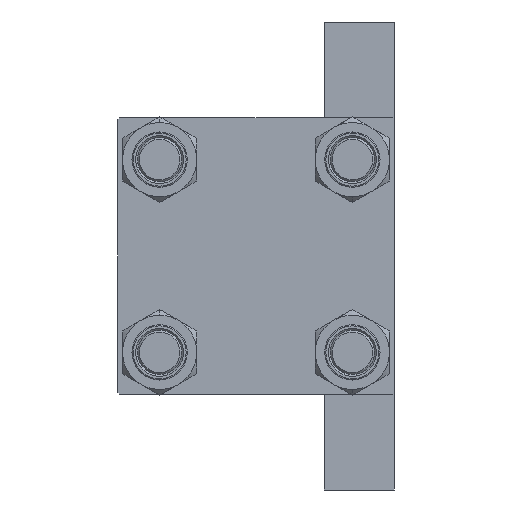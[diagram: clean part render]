
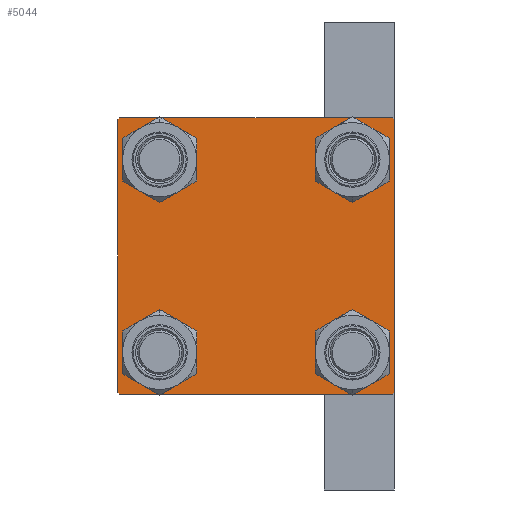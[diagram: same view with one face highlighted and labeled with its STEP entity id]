
A CAD part, left-side view. The second image highlights one B-rep face of the part: STEP entity #5044.
In plain terms, the highlighted planar face has unit normal (-1, 0, 0).
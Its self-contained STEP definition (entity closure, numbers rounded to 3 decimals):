
#343 = CIRCLE ( 'NONE', #24981, 6.5 ) ;
#1076 = CARTESIAN_POINT ( 'NONE',  ( 0., -26.15, 26.15 ) ) ;
#1238 = DIRECTION ( 'NONE',  ( 1., 0., 0. ) ) ;
#1457 = FACE_BOUND ( 'NONE', #3557, .T. ) ;
#1487 = CARTESIAN_POINT ( 'NONE',  ( 0., -26.15, 26.15 ) ) ;
#1764 = LINE ( 'NONE', #32352, #17849 ) ;
#1863 = EDGE_CURVE ( 'NONE', #47808, #10619, #5499, .T. ) ;
#2124 = VERTEX_POINT ( 'NONE', #3729 ) ;
#2220 = DIRECTION ( 'NONE',  ( 0., 0., 1. ) ) ;
#2424 = FACE_BOUND ( 'NONE', #31634, .T. ) ;
#2669 = CARTESIAN_POINT ( 'NONE',  ( 0., 37.5, 37.5 ) ) ;
#3044 = ORIENTED_EDGE ( 'NONE', *, *, #19265, .T. ) ;
#3557 = EDGE_LOOP ( 'NONE', ( #5815, #48824 ) ) ;
#3729 = CARTESIAN_POINT ( 'NONE',  ( 0., 37., -37.5 ) ) ;
#5044 = ADVANCED_FACE ( 'NONE', ( #43489, #1457, #36503, #2424, #13853 ), #13612, .T. ) ;
#5109 = AXIS2_PLACEMENT_3D ( 'NONE', #31965, #43431, #47148 ) ;
#5230 = ORIENTED_EDGE ( 'NONE', *, *, #23326, .T. ) ;
#5499 = LINE ( 'NONE', #39301, #48069 ) ;
#5815 = ORIENTED_EDGE ( 'NONE', *, *, #27461, .T. ) ;
#6839 = ORIENTED_EDGE ( 'NONE', *, *, #37220, .T. ) ;
#7370 = CARTESIAN_POINT ( 'NONE',  ( 0., -37.5, 37. ) ) ;
#7635 = CARTESIAN_POINT ( 'NONE',  ( 0., 26.15, -19.65 ) ) ;
#8573 = CARTESIAN_POINT ( 'NONE',  ( 0., 37.5, 37.5 ) ) ;
#8627 = VERTEX_POINT ( 'NONE', #31592 ) ;
#8846 = DIRECTION ( 'NONE',  ( 0., 0., -1. ) ) ;
#9481 = EDGE_LOOP ( 'NONE', ( #15517, #3044, #10793, #40222, #41981, #22446, #37516, #17956 ) ) ;
#9852 = AXIS2_PLACEMENT_3D ( 'NONE', #1487, #32314, #24600 ) ;
#10010 = VERTEX_POINT ( 'NONE', #7635 ) ;
#10181 = ORIENTED_EDGE ( 'NONE', *, *, #18980, .T. ) ;
#10382 = CARTESIAN_POINT ( 'NONE',  ( 0., 37.5, -37.5 ) ) ;
#10607 = LINE ( 'NONE', #2669, #18348 ) ;
#10619 = VERTEX_POINT ( 'NONE', #26119 ) ;
#10622 = CARTESIAN_POINT ( 'NONE',  ( 0., -26.15, -19.65 ) ) ;
#10635 = AXIS2_PLACEMENT_3D ( 'NONE', #33454, #48637, #44905 ) ;
#10793 = ORIENTED_EDGE ( 'NONE', *, *, #29055, .T. ) ;
#11169 = CARTESIAN_POINT ( 'NONE',  ( 0., 26.15, 32.65 ) ) ;
#11635 = VERTEX_POINT ( 'NONE', #30779 ) ;
#12444 = DIRECTION ( 'NONE',  ( 0., 0.707, -0.707 ) ) ;
#12524 = EDGE_LOOP ( 'NONE', ( #5230, #10181 ) ) ;
#13612 = PLANE ( 'NONE',  #41138 ) ;
#13853 = FACE_OUTER_BOUND ( 'NONE', #9481, .T. ) ;
#14336 = CARTESIAN_POINT ( 'NONE',  ( 0., 26.15, 19.65 ) ) ;
#15256 = VERTEX_POINT ( 'NONE', #7370 ) ;
#15297 = EDGE_CURVE ( 'NONE', #47808, #33008, #10607, .T. ) ;
#15517 = ORIENTED_EDGE ( 'NONE', *, *, #40228, .T. ) ;
#15603 = LINE ( 'NONE', #16085, #29744 ) ;
#15791 = DIRECTION ( 'NONE',  ( 0., 0., -1. ) ) ;
#15976 = VERTEX_POINT ( 'NONE', #14336 ) ;
#16085 = CARTESIAN_POINT ( 'NONE',  ( 0., 37.25, -37.25 ) ) ;
#16639 = CARTESIAN_POINT ( 'NONE',  ( 0., -37.25, 37.25 ) ) ;
#16859 = DIRECTION ( 'NONE',  ( -1., 0., 0. ) ) ;
#16931 = DIRECTION ( 'NONE',  ( 0., -0.707, 0.707 ) ) ;
#17532 = DIRECTION ( 'NONE',  ( 1., 0., 0. ) ) ;
#17682 = CARTESIAN_POINT ( 'NONE',  ( 0., -37., 37.5 ) ) ;
#17701 = CIRCLE ( 'NONE', #48679, 6.5 ) ;
#17833 = DIRECTION ( 'NONE',  ( 0., -1., 0. ) ) ;
#17849 = VECTOR ( 'NONE', #16931, 1000. ) ;
#17899 = CIRCLE ( 'NONE', #36968, 6.5 ) ;
#17956 = ORIENTED_EDGE ( 'NONE', *, *, #1863, .T. ) ;
#18348 = VECTOR ( 'NONE', #17833, 1000. ) ;
#18549 = VERTEX_POINT ( 'NONE', #10622 ) ;
#18980 = EDGE_CURVE ( 'NONE', #37963, #28744, #44805, .T. ) ;
#19265 = EDGE_CURVE ( 'NONE', #8627, #2124, #15603, .T. ) ;
#20148 = CIRCLE ( 'NONE', #10635, 6.5 ) ;
#20166 = CARTESIAN_POINT ( 'NONE',  ( 0., -26.15, 32.65 ) ) ;
#21560 = DIRECTION ( 'NONE',  ( 0., 0., 1. ) ) ;
#21829 = VECTOR ( 'NONE', #32308, 1000. ) ;
#21903 = CARTESIAN_POINT ( 'NONE',  ( 0., 26.15, -26.15 ) ) ;
#22052 = VERTEX_POINT ( 'NONE', #43945 ) ;
#22351 = EDGE_CURVE ( 'NONE', #41945, #15976, #343, .T. ) ;
#22446 = ORIENTED_EDGE ( 'NONE', *, *, #31842, .T. ) ;
#23108 = EDGE_CURVE ( 'NONE', #28729, #18549, #32115, .T. ) ;
#23326 = EDGE_CURVE ( 'NONE', #28744, #37963, #32886, .T. ) ;
#23675 = CARTESIAN_POINT ( 'NONE',  ( 0., 37., 37.5 ) ) ;
#23729 = CARTESIAN_POINT ( 'NONE',  ( 0., -26.15, 19.65 ) ) ;
#24600 = DIRECTION ( 'NONE',  ( 0., 0., 1. ) ) ;
#24739 = DIRECTION ( 'NONE',  ( 0., 0., 1. ) ) ;
#24832 = VECTOR ( 'NONE', #15791, 1000. ) ;
#24981 = AXIS2_PLACEMENT_3D ( 'NONE', #35937, #39170, #24739 ) ;
#25324 = DIRECTION ( 'NONE',  ( 0., -1., 0. ) ) ;
#25749 = AXIS2_PLACEMENT_3D ( 'NONE', #1076, #37911, #42624 ) ;
#26119 = CARTESIAN_POINT ( 'NONE',  ( 0., 37.5, 37. ) ) ;
#26546 = DIRECTION ( 'NONE',  ( 0., -0.707, -0.707 ) ) ;
#27461 = EDGE_CURVE ( 'NONE', #18549, #28729, #17701, .T. ) ;
#28575 = CARTESIAN_POINT ( 'NONE',  ( 0., 26.15, 26.15 ) ) ;
#28729 = VERTEX_POINT ( 'NONE', #33884 ) ;
#28744 = VERTEX_POINT ( 'NONE', #20166 ) ;
#28962 = DIRECTION ( 'NONE',  ( 0., 0., 1. ) ) ;
#29055 = EDGE_CURVE ( 'NONE', #2124, #22052, #35789, .T. ) ;
#29215 = CARTESIAN_POINT ( 'NONE',  ( 0., -26.15, -26.15 ) ) ;
#29225 = ORIENTED_EDGE ( 'NONE', *, *, #29401, .T. ) ;
#29401 = EDGE_CURVE ( 'NONE', #11635, #10010, #20148, .T. ) ;
#29603 = DIRECTION ( 'NONE',  ( 0., 0., 1. ) ) ;
#29744 = VECTOR ( 'NONE', #26546, 1000. ) ;
#30143 = EDGE_CURVE ( 'NONE', #15256, #37631, #46671, .T. ) ;
#30779 = CARTESIAN_POINT ( 'NONE',  ( 0., 26.15, -32.65 ) ) ;
#30929 = EDGE_CURVE ( 'NONE', #22052, #37631, #1764, .T. ) ;
#31592 = CARTESIAN_POINT ( 'NONE',  ( 0., 37.5, -37. ) ) ;
#31634 = EDGE_LOOP ( 'NONE', ( #48079, #6839 ) ) ;
#31842 = EDGE_CURVE ( 'NONE', #15256, #33008, #42265, .T. ) ;
#31965 = CARTESIAN_POINT ( 'NONE',  ( 0., -26.15, -26.15 ) ) ;
#32088 = VECTOR ( 'NONE', #25324, 1000. ) ;
#32115 = CIRCLE ( 'NONE', #5109, 6.5 ) ;
#32308 = DIRECTION ( 'NONE',  ( 0., 0.707, 0.707 ) ) ;
#32314 = DIRECTION ( 'NONE',  ( 1., 0., 0. ) ) ;
#32352 = CARTESIAN_POINT ( 'NONE',  ( 0., -37.25, -37.25 ) ) ;
#32731 = CARTESIAN_POINT ( 'NONE',  ( 0., -37.5, -37. ) ) ;
#32886 = CIRCLE ( 'NONE', #25749, 6.5 ) ;
#32906 = VECTOR ( 'NONE', #8846, 1000. ) ;
#33008 = VERTEX_POINT ( 'NONE', #17682 ) ;
#33454 = CARTESIAN_POINT ( 'NONE',  ( 0., 26.15, -26.15 ) ) ;
#33586 = DIRECTION ( 'NONE',  ( 1., 0., 0. ) ) ;
#33884 = CARTESIAN_POINT ( 'NONE',  ( 0., -26.15, -32.65 ) ) ;
#35789 = LINE ( 'NONE', #10382, #32088 ) ;
#35937 = CARTESIAN_POINT ( 'NONE',  ( 0., 26.15, 26.15 ) ) ;
#35946 = CIRCLE ( 'NONE', #38316, 6.5 ) ;
#36503 = FACE_BOUND ( 'NONE', #40380, .T. ) ;
#36968 = AXIS2_PLACEMENT_3D ( 'NONE', #28575, #1238, #2220 ) ;
#37220 = EDGE_CURVE ( 'NONE', #15976, #41945, #17899, .T. ) ;
#37516 = ORIENTED_EDGE ( 'NONE', *, *, #15297, .F. ) ;
#37631 = VERTEX_POINT ( 'NONE', #32731 ) ;
#37680 = LINE ( 'NONE', #8573, #24832 ) ;
#37911 = DIRECTION ( 'NONE',  ( 1., 0., 0. ) ) ;
#37963 = VERTEX_POINT ( 'NONE', #23729 ) ;
#38120 = ORIENTED_EDGE ( 'NONE', *, *, #40437, .T. ) ;
#38316 = AXIS2_PLACEMENT_3D ( 'NONE', #21903, #33586, #29603 ) ;
#39170 = DIRECTION ( 'NONE',  ( 1., 0., 0. ) ) ;
#39301 = CARTESIAN_POINT ( 'NONE',  ( 0., 37.25, 37.25 ) ) ;
#40222 = ORIENTED_EDGE ( 'NONE', *, *, #30929, .T. ) ;
#40228 = EDGE_CURVE ( 'NONE', #10619, #8627, #37680, .T. ) ;
#40380 = EDGE_LOOP ( 'NONE', ( #38120, #29225 ) ) ;
#40437 = EDGE_CURVE ( 'NONE', #10010, #11635, #35946, .T. ) ;
#41138 = AXIS2_PLACEMENT_3D ( 'NONE', #43959, #16859, #21560 ) ;
#41945 = VERTEX_POINT ( 'NONE', #11169 ) ;
#41981 = ORIENTED_EDGE ( 'NONE', *, *, #30143, .F. ) ;
#42265 = LINE ( 'NONE', #16639, #21829 ) ;
#42624 = DIRECTION ( 'NONE',  ( 0., 0., 1. ) ) ;
#43431 = DIRECTION ( 'NONE',  ( 1., 0., 0. ) ) ;
#43489 = FACE_BOUND ( 'NONE', #12524, .T. ) ;
#43945 = CARTESIAN_POINT ( 'NONE',  ( 0., -37., -37.5 ) ) ;
#43959 = CARTESIAN_POINT ( 'NONE',  ( 0., 0., 0. ) ) ;
#44805 = CIRCLE ( 'NONE', #9852, 6.5 ) ;
#44905 = DIRECTION ( 'NONE',  ( 0., 0., 1. ) ) ;
#45940 = CARTESIAN_POINT ( 'NONE',  ( 0., -37.5, 37.5 ) ) ;
#46671 = LINE ( 'NONE', #45940, #32906 ) ;
#47148 = DIRECTION ( 'NONE',  ( 0., 0., 1. ) ) ;
#47808 = VERTEX_POINT ( 'NONE', #23675 ) ;
#48069 = VECTOR ( 'NONE', #12444, 1000. ) ;
#48079 = ORIENTED_EDGE ( 'NONE', *, *, #22351, .T. ) ;
#48637 = DIRECTION ( 'NONE',  ( 1., 0., 0. ) ) ;
#48679 = AXIS2_PLACEMENT_3D ( 'NONE', #29215, #17532, #28962 ) ;
#48824 = ORIENTED_EDGE ( 'NONE', *, *, #23108, .T. ) ;
